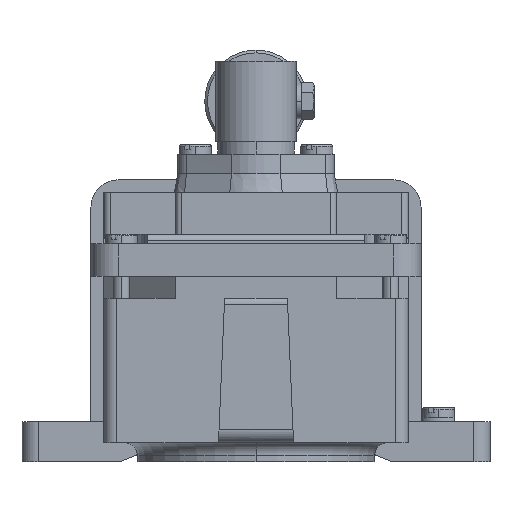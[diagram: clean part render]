
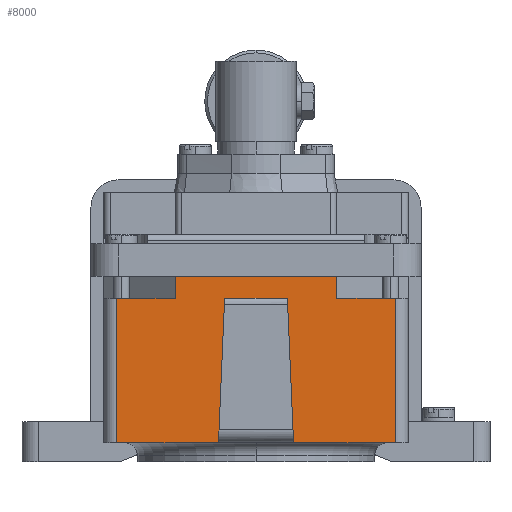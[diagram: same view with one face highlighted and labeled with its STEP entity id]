
A CAD part, front view. The second image highlights one B-rep face of the part: STEP entity #8000.
In plain terms, the highlighted planar face has unit normal (0, -1, 0).
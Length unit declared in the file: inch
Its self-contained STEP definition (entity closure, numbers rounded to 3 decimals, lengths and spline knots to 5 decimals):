
#1 = DIRECTION ( 'NONE',  ( 1., 0., 0. ) ) ;
#157 = ORIENTED_EDGE ( 'NONE', *, *, #10134, .T. ) ;
#326 = ORIENTED_EDGE ( 'NONE', *, *, #2586, .T. ) ;
#339 = ORIENTED_EDGE ( 'NONE', *, *, #9816, .T. ) ;
#359 = ORIENTED_EDGE ( 'NONE', *, *, #7808, .T. ) ;
#471 = CARTESIAN_POINT ( 'NONE',  ( -0.46063, 0., 0. ) ) ;
#620 = DIRECTION ( 'NONE',  ( 0., 0., -1. ) ) ;
#716 = CARTESIAN_POINT ( 'NONE',  ( -0.99213, 0., 2.04724 ) ) ;
#720 = EDGE_CURVE ( 'NONE', #10680, #13578, #15048, .T. ) ;
#856 = VECTOR ( 'NONE', #6020, 39.37008 ) ;
#923 = VECTOR ( 'NONE', #5367, 39.37008 ) ;
#948 = DIRECTION ( 'NONE',  ( 0., 0., 1. ) ) ;
#1305 = EDGE_CURVE ( 'NONE', #3571, #10680, #2487, .T. ) ;
#1934 = CARTESIAN_POINT ( 'NONE',  ( -1.7126, 0., 0. ) ) ;
#2226 = EDGE_CURVE ( 'NONE', #7399, #3957, #8699, .T. ) ;
#2430 = FACE_OUTER_BOUND ( 'NONE', #4131, .T. ) ;
#2487 = LINE ( 'NONE', #4799, #8383 ) ;
#2547 = CARTESIAN_POINT ( 'NONE',  ( -0.38524, 0., 1.77165 ) ) ;
#2557 = CARTESIAN_POINT ( 'NONE',  ( -1.7126, 0., 1.77165 ) ) ;
#2586 = EDGE_CURVE ( 'NONE', #9161, #5550, #7986, .T. ) ;
#2775 = EDGE_CURVE ( 'NONE', #3266, #9161, #10520, .T. ) ;
#2777 = DIRECTION ( 'NONE',  ( 0.043, 0., 0.999 ) ) ;
#3266 = VERTEX_POINT ( 'NONE', #11603 ) ;
#3309 = CARTESIAN_POINT ( 'NONE',  ( 1.7126, 0., 0. ) ) ;
#3356 = ORIENTED_EDGE ( 'NONE', *, *, #4044, .T. ) ;
#3571 = VERTEX_POINT ( 'NONE', #5773 ) ;
#3573 = ORIENTED_EDGE ( 'NONE', *, *, #2226, .T. ) ;
#3655 = DIRECTION ( 'NONE',  ( 0., -1., 0. ) ) ;
#3668 = CARTESIAN_POINT ( 'NONE',  ( -1.7126, 0., 0. ) ) ;
#3674 = AXIS2_PLACEMENT_3D ( 'NONE', #11920, #3655, #6915 ) ;
#3677 = EDGE_CURVE ( 'NONE', #10262, #3571, #5846, .T. ) ;
#3957 = VERTEX_POINT ( 'NONE', #7075 ) ;
#4044 = EDGE_CURVE ( 'NONE', #5550, #7399, #5291, .T. ) ;
#4129 = VECTOR ( 'NONE', #4353, 39.37008 ) ;
#4131 = EDGE_LOOP ( 'NONE', ( #157, #10266, #326, #3356, #3573, #7612, #7870, #359, #339, #9043, #5642, #7831 ) ) ;
#4136 = EDGE_CURVE ( 'NONE', #3957, #10649, #6361, .T. ) ;
#4353 = DIRECTION ( 'NONE',  ( 0., 0., 1. ) ) ;
#4544 = VERTEX_POINT ( 'NONE', #10798 ) ;
#4799 = CARTESIAN_POINT ( 'NONE',  ( 0.38524, 0., 1.77165 ) ) ;
#4888 = CARTESIAN_POINT ( 'NONE',  ( 0.99213, 0., 2.04724 ) ) ;
#5017 = VERTEX_POINT ( 'NONE', #3668 ) ;
#5147 = CARTESIAN_POINT ( 'NONE',  ( -1.7126, 0., 1.77165 ) ) ;
#5163 = VECTOR ( 'NONE', #620, 39.37008 ) ;
#5237 = CARTESIAN_POINT ( 'NONE',  ( -1.7126, 0., 0. ) ) ;
#5291 = LINE ( 'NONE', #13468, #8809 ) ;
#5367 = DIRECTION ( 'NONE',  ( -1., 0., 0. ) ) ;
#5550 = VERTEX_POINT ( 'NONE', #4888 ) ;
#5642 = ORIENTED_EDGE ( 'NONE', *, *, #1305, .T. ) ;
#5773 = CARTESIAN_POINT ( 'NONE',  ( 0.38524, 0., 1.77165 ) ) ;
#5833 = VECTOR ( 'NONE', #1, 39.37008 ) ;
#5846 = LINE ( 'NONE', #12650, #5833 ) ;
#6020 = DIRECTION ( 'NONE',  ( -1., 0., 0. ) ) ;
#6361 = LINE ( 'NONE', #8856, #923 ) ;
#6444 = CARTESIAN_POINT ( 'NONE',  ( -0.99213, 0., 0. ) ) ;
#6841 = CARTESIAN_POINT ( 'NONE',  ( -1.7126, 0., 0. ) ) ;
#6915 = DIRECTION ( 'NONE',  ( 0., 0., -1. ) ) ;
#7075 = CARTESIAN_POINT ( 'NONE',  ( -0.99213, 0., 1.77165 ) ) ;
#7239 = VECTOR ( 'NONE', #948, 39.37008 ) ;
#7399 = VERTEX_POINT ( 'NONE', #716 ) ;
#7481 = CARTESIAN_POINT ( 'NONE',  ( 0.46063, 0., 0. ) ) ;
#7568 = LINE ( 'NONE', #5237, #5163 ) ;
#7612 = ORIENTED_EDGE ( 'NONE', *, *, #4136, .T. ) ;
#7808 = EDGE_CURVE ( 'NONE', #5017, #4544, #14784, .T. ) ;
#7831 = ORIENTED_EDGE ( 'NONE', *, *, #720, .T. ) ;
#7870 = ORIENTED_EDGE ( 'NONE', *, *, #12234, .T. ) ;
#7986 = LINE ( 'NONE', #12598, #4129 ) ;
#8000 = ADVANCED_FACE ( 'NONE', ( #2430 ), #8454, .T. ) ;
#8209 = DIRECTION ( 'NONE',  ( 0.043, 0., -0.999 ) ) ;
#8383 = VECTOR ( 'NONE', #8209, 39.37008 ) ;
#8454 = PLANE ( 'NONE',  #3674 ) ;
#8699 = LINE ( 'NONE', #6444, #12859 ) ;
#8809 = VECTOR ( 'NONE', #14471, 39.37008 ) ;
#8856 = CARTESIAN_POINT ( 'NONE',  ( -1.7126, 0., 1.77165 ) ) ;
#9043 = ORIENTED_EDGE ( 'NONE', *, *, #3677, .T. ) ;
#9161 = VERTEX_POINT ( 'NONE', #14287 ) ;
#9706 = VECTOR ( 'NONE', #2777, 39.37008 ) ;
#9816 = EDGE_CURVE ( 'NONE', #4544, #10262, #12266, .T. ) ;
#9857 = DIRECTION ( 'NONE',  ( 0., 0., -1. ) ) ;
#10134 = EDGE_CURVE ( 'NONE', #13578, #3266, #12884, .T. ) ;
#10262 = VERTEX_POINT ( 'NONE', #2547 ) ;
#10266 = ORIENTED_EDGE ( 'NONE', *, *, #2775, .T. ) ;
#10520 = LINE ( 'NONE', #2557, #856 ) ;
#10649 = VERTEX_POINT ( 'NONE', #5147 ) ;
#10680 = VERTEX_POINT ( 'NONE', #7481 ) ;
#10798 = CARTESIAN_POINT ( 'NONE',  ( -0.46063, 0., 0. ) ) ;
#11603 = CARTESIAN_POINT ( 'NONE',  ( 1.7126, 0., 1.77165 ) ) ;
#11920 = CARTESIAN_POINT ( 'NONE',  ( -1.7126, 0., 0. ) ) ;
#12041 = VECTOR ( 'NONE', #13711, 39.37008 ) ;
#12234 = EDGE_CURVE ( 'NONE', #10649, #5017, #7568, .T. ) ;
#12266 = LINE ( 'NONE', #471, #9706 ) ;
#12598 = CARTESIAN_POINT ( 'NONE',  ( 0.99213, 0., 0. ) ) ;
#12650 = CARTESIAN_POINT ( 'NONE',  ( -1.7126, 0., 1.77165 ) ) ;
#12859 = VECTOR ( 'NONE', #9857, 39.37008 ) ;
#12884 = LINE ( 'NONE', #14118, #7239 ) ;
#13326 = VECTOR ( 'NONE', #14974, 39.37008 ) ;
#13468 = CARTESIAN_POINT ( 'NONE',  ( 0., 0., 2.04724 ) ) ;
#13578 = VERTEX_POINT ( 'NONE', #3309 ) ;
#13711 = DIRECTION ( 'NONE',  ( 1., 0., 0. ) ) ;
#14118 = CARTESIAN_POINT ( 'NONE',  ( 1.7126, 0., 0. ) ) ;
#14287 = CARTESIAN_POINT ( 'NONE',  ( 0.99213, 0., 1.77165 ) ) ;
#14471 = DIRECTION ( 'NONE',  ( -1., 0., 0. ) ) ;
#14784 = LINE ( 'NONE', #6841, #12041 ) ;
#14974 = DIRECTION ( 'NONE',  ( 1., 0., 0. ) ) ;
#15048 = LINE ( 'NONE', #1934, #13326 ) ;
